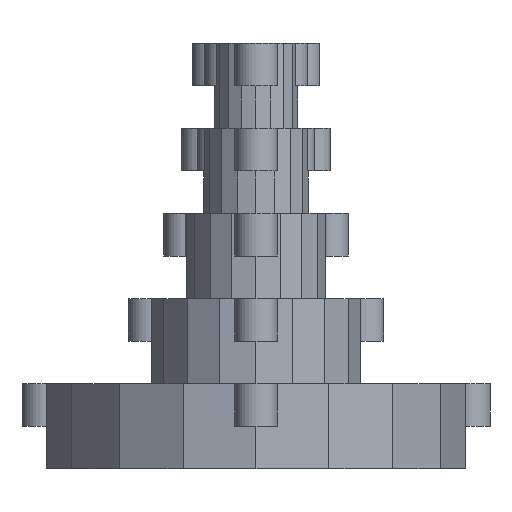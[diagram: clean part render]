
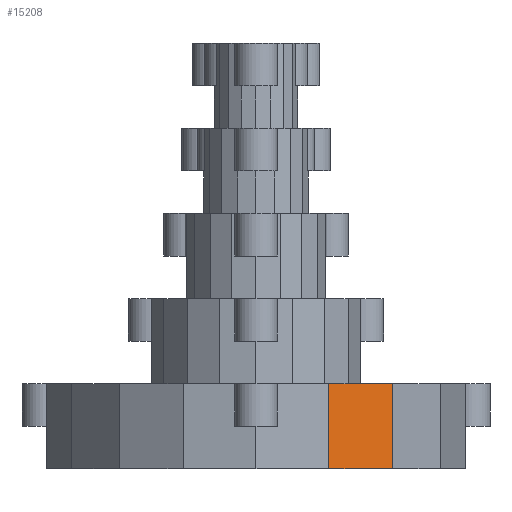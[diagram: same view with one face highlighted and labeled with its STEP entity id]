
A CAD part, left-side view. The second image highlights one B-rep face of the part: STEP entity #15208.
In plain terms, the highlighted planar face has unit normal (-0.858, -0.514, 0).
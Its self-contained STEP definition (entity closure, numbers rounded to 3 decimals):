
#8593 = PLANE('',#8594);
#8594 = AXIS2_PLACEMENT_3D('',#8595,#8596,#8597);
#8595 = CARTESIAN_POINT('',(0.,0.,0.));
#8596 = DIRECTION('',(-0.,-0.,-1.));
#8597 = DIRECTION('',(-1.,0.,0.));
#8649 = PLANE('',#8650);
#8650 = AXIS2_PLACEMENT_3D('',#8651,#8652,#8653);
#8651 = CARTESIAN_POINT('',(0.,0.,20.)
  );
#8652 = DIRECTION('',(-0.,-0.,-1.));
#8653 = DIRECTION('',(-1.,0.,0.));
#10619 = VERTEX_POINT('',#10620);
#10620 = CARTESIAN_POINT('',(-187.939,-32.139,0.));
#10634 = PLANE('',#10635);
#10635 = AXIS2_PLACEMENT_3D('',#10636,#10637,#10638);
#10636 = CARTESIAN_POINT('',(-187.939,-32.139,0.));
#10637 = DIRECTION('',(0.604,0.797,-0.));
#10638 = DIRECTION('',(0.797,-0.604,0.));
#10646 = EDGE_CURVE('',#10647,#10619,#10649,.T.);
#10647 = VERTEX_POINT('',#10648);
#10648 = CARTESIAN_POINT('',(-196.962,-17.101,0.));
#10649 = SURFACE_CURVE('',#10650,(#10654,#10661),.PCURVE_S1.);
#10650 = LINE('',#10651,#10652);
#10651 = CARTESIAN_POINT('',(-196.962,-17.101,0.));
#10652 = VECTOR('',#10653,1.);
#10653 = DIRECTION('',(0.514,-0.857,0.));
#10654 = PCURVE('',#8593,#10655);
#10655 = DEFINITIONAL_REPRESENTATION('',(#10656),#10660);
#10656 = LINE('',#10657,#10658);
#10657 = CARTESIAN_POINT('',(196.962,-17.101));
#10658 = VECTOR('',#10659,1.);
#10659 = DIRECTION('',(-0.514,-0.857));
#10660 = ( GEOMETRIC_REPRESENTATION_CONTEXT(2) 
PARAMETRIC_REPRESENTATION_CONTEXT() REPRESENTATION_CONTEXT('2D SPACE',''
  ) );
#10661 = PCURVE('',#10662,#10667);
#10662 = PLANE('',#10663);
#10663 = AXIS2_PLACEMENT_3D('',#10664,#10665,#10666);
#10664 = CARTESIAN_POINT('',(-196.962,-17.101,0.));
#10665 = DIRECTION('',(0.857,0.514,-0.));
#10666 = DIRECTION('',(0.514,-0.857,0.));
#10667 = DEFINITIONAL_REPRESENTATION('',(#10668),#10672);
#10668 = LINE('',#10669,#10670);
#10669 = CARTESIAN_POINT('',(0.,0.));
#10670 = VECTOR('',#10671,1.);
#10671 = DIRECTION('',(1.,0.));
#10672 = ( GEOMETRIC_REPRESENTATION_CONTEXT(2) 
PARAMETRIC_REPRESENTATION_CONTEXT() REPRESENTATION_CONTEXT('2D SPACE',''
  ) );
#10690 = PLANE('',#10691);
#10691 = AXIS2_PLACEMENT_3D('',#10692,#10693,#10694);
#10692 = CARTESIAN_POINT('',(-200.,0.,0.));
#10693 = DIRECTION('',(0.985,0.175,-0.));
#10694 = DIRECTION('',(0.175,-0.985,0.));
#11067 = VERTEX_POINT('',#11068);
#11068 = CARTESIAN_POINT('',(-187.939,-32.139,20.));
#11089 = EDGE_CURVE('',#11090,#11067,#11092,.T.);
#11090 = VERTEX_POINT('',#11091);
#11091 = CARTESIAN_POINT('',(-196.962,-17.101,20.));
#11092 = SURFACE_CURVE('',#11093,(#11097,#11104),.PCURVE_S1.);
#11093 = LINE('',#11094,#11095);
#11094 = CARTESIAN_POINT('',(-196.962,-17.101,20.));
#11095 = VECTOR('',#11096,1.);
#11096 = DIRECTION('',(0.514,-0.857,0.));
#11097 = PCURVE('',#8649,#11098);
#11098 = DEFINITIONAL_REPRESENTATION('',(#11099),#11103);
#11099 = LINE('',#11100,#11101);
#11100 = CARTESIAN_POINT('',(196.962,-17.101));
#11101 = VECTOR('',#11102,1.);
#11102 = DIRECTION('',(-0.514,-0.857));
#11103 = ( GEOMETRIC_REPRESENTATION_CONTEXT(2) 
PARAMETRIC_REPRESENTATION_CONTEXT() REPRESENTATION_CONTEXT('2D SPACE',''
  ) );
#11104 = PCURVE('',#10662,#11105);
#11105 = DEFINITIONAL_REPRESENTATION('',(#11106),#11110);
#11106 = LINE('',#11107,#11108);
#11107 = CARTESIAN_POINT('',(0.,-20.));
#11108 = VECTOR('',#11109,1.);
#11109 = DIRECTION('',(1.,0.));
#11110 = ( GEOMETRIC_REPRESENTATION_CONTEXT(2) 
PARAMETRIC_REPRESENTATION_CONTEXT() REPRESENTATION_CONTEXT('2D SPACE',''
  ) );
#15185 = EDGE_CURVE('',#10619,#11067,#15186,.T.);
#15186 = SURFACE_CURVE('',#15187,(#15191,#15198),.PCURVE_S1.);
#15187 = LINE('',#15188,#15189);
#15188 = CARTESIAN_POINT('',(-187.939,-32.139,0.));
#15189 = VECTOR('',#15190,1.);
#15190 = DIRECTION('',(0.,0.,1.));
#15191 = PCURVE('',#10634,#15192);
#15192 = DEFINITIONAL_REPRESENTATION('',(#15193),#15197);
#15193 = LINE('',#15194,#15195);
#15194 = CARTESIAN_POINT('',(0.,0.));
#15195 = VECTOR('',#15196,1.);
#15196 = DIRECTION('',(0.,-1.));
#15197 = ( GEOMETRIC_REPRESENTATION_CONTEXT(2) 
PARAMETRIC_REPRESENTATION_CONTEXT() REPRESENTATION_CONTEXT('2D SPACE',''
  ) );
#15198 = PCURVE('',#10662,#15199);
#15199 = DEFINITIONAL_REPRESENTATION('',(#15200),#15204);
#15200 = LINE('',#15201,#15202);
#15201 = CARTESIAN_POINT('',(17.538,0.));
#15202 = VECTOR('',#15203,1.);
#15203 = DIRECTION('',(0.,-1.));
#15204 = ( GEOMETRIC_REPRESENTATION_CONTEXT(2) 
PARAMETRIC_REPRESENTATION_CONTEXT() REPRESENTATION_CONTEXT('2D SPACE',''
  ) );
#15208 = ADVANCED_FACE('',(#15209),#10662,.F.);
#15209 = FACE_BOUND('',#15210,.F.);
#15210 = EDGE_LOOP('',(#15211,#15232,#15233,#15234));
#15211 = ORIENTED_EDGE('',*,*,#15212,.T.);
#15212 = EDGE_CURVE('',#10647,#11090,#15213,.T.);
#15213 = SURFACE_CURVE('',#15214,(#15218,#15225),.PCURVE_S1.);
#15214 = LINE('',#15215,#15216);
#15215 = CARTESIAN_POINT('',(-196.962,-17.101,0.));
#15216 = VECTOR('',#15217,1.);
#15217 = DIRECTION('',(0.,0.,1.));
#15218 = PCURVE('',#10662,#15219);
#15219 = DEFINITIONAL_REPRESENTATION('',(#15220),#15224);
#15220 = LINE('',#15221,#15222);
#15221 = CARTESIAN_POINT('',(0.,0.));
#15222 = VECTOR('',#15223,1.);
#15223 = DIRECTION('',(0.,-1.));
#15224 = ( GEOMETRIC_REPRESENTATION_CONTEXT(2) 
PARAMETRIC_REPRESENTATION_CONTEXT() REPRESENTATION_CONTEXT('2D SPACE',''
  ) );
#15225 = PCURVE('',#10690,#15226);
#15226 = DEFINITIONAL_REPRESENTATION('',(#15227),#15231);
#15227 = LINE('',#15228,#15229);
#15228 = CARTESIAN_POINT('',(17.369,0.));
#15229 = VECTOR('',#15230,1.);
#15230 = DIRECTION('',(0.,-1.));
#15231 = ( GEOMETRIC_REPRESENTATION_CONTEXT(2) 
PARAMETRIC_REPRESENTATION_CONTEXT() REPRESENTATION_CONTEXT('2D SPACE',''
  ) );
#15232 = ORIENTED_EDGE('',*,*,#11089,.T.);
#15233 = ORIENTED_EDGE('',*,*,#15185,.F.);
#15234 = ORIENTED_EDGE('',*,*,#10646,.F.);
